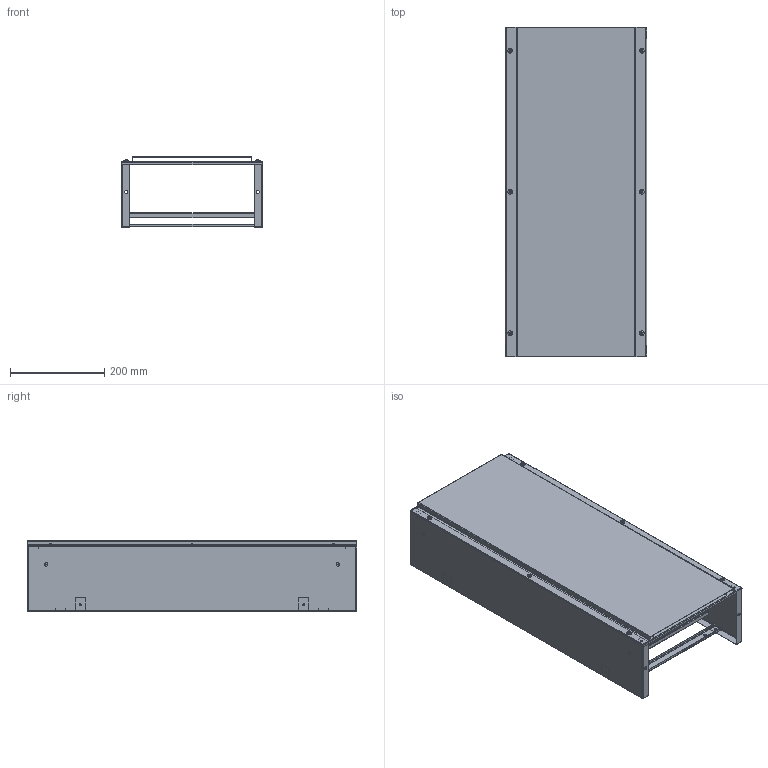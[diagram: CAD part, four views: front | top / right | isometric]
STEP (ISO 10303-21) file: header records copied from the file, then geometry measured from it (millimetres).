
FILE_DESCRIPTION (( 'STEP AP203' ), '1' );
FILE_NAME ('ÌÈ-1812.00.00.000 Êîðîá âåðõíèç äëÿ ÊÑÑÊÝÒ (700õ300õ150) EKF Basic.STEP', '2021-04-26T12:22:01', ( '' ), ( '' ), 'SwSTEP 2.0', 'SolidWorks 2021', '' );
FILE_SCHEMA (( 'CONFIG_CONTROL_DESIGN' ));
Length unit declared in the file: millimetre
Products named in the file (10): Øïèëüêà Ì6õ12; ÌÈ-1812.01.01.001 Ñòåíêà ëåâàÿ; ÌÈ-1812.01.00.001 Ñòåíêà ïðàâàÿ; ÌÈ-1812.01.01.000 Ñòåíêà ëåâàÿ â ñáîðå; 昈-1812.00.00.001 眈翴錪; ÌÈ-1812.01.00.000 Êîðïóñ â ñáîðå; cross ph tapping 968_din_Screw DIN 968-ST4.2x13-C-H-N; ÌÈ-1812.00.00.000 Êîðîá âåðõíèç äëÿ ÊÑÑÊÝÒ (700õ300õ150) EKF Basic; ÌÈ-1809.01.00.001 Øâåëëåð; ÌÈ-1810.01.00.001 Ïðîôèëü
Assembly tree (19 placements, depth 4):
  ÌÈ-1812.00.00.000 Êîðîá âåðõíèç äëÿ ÊÑÑÊÝÒ (700õ300õ150) EKF Basic
    ÌÈ-1812.01.00.000 Êîðïóñ â ñáîðå
      ÌÈ-1812.01.00.001 Ñòåíêà ïðàâàÿ
      ÌÈ-1810.01.00.001 Ïðîôèëü  x2
      ÌÈ-1812.01.01.000 Ñòåíêà ëåâàÿ â ñáîðå
        ÌÈ-1812.01.01.001 Ñòåíêà ëåâàÿ
        Øïèëüêà Ì6õ12  x2
      ÌÈ-1809.01.00.001 Øâåëëåð  x4
    昈-1812.00.00.001 眈翴錪
    cross ph tapping 968_din_Screw DIN 968-ST4.2x13-C-H-N  x6
Bounding box: 300 x 700 x 150 mm (x, y, z)
Volume: 321970.5 mm3; surface area: 1074914.6 mm2
Topology: 17 solids, 17 shells, 630 faces, 1524 edges, 930 vertices
Faces by surface type: plane 334, cylinder 252, bspline 16, cone 16, sphere 12
Entity records: 11437 total; most frequent: CARTESIAN_POINT 2678, DIRECTION 1580, ORIENTED_EDGE 1488, EDGE_CURVE 744, AXIS2_PLACEMENT_3D 574, VERTEX_POINT 447, LINE 432, VECTOR 432
